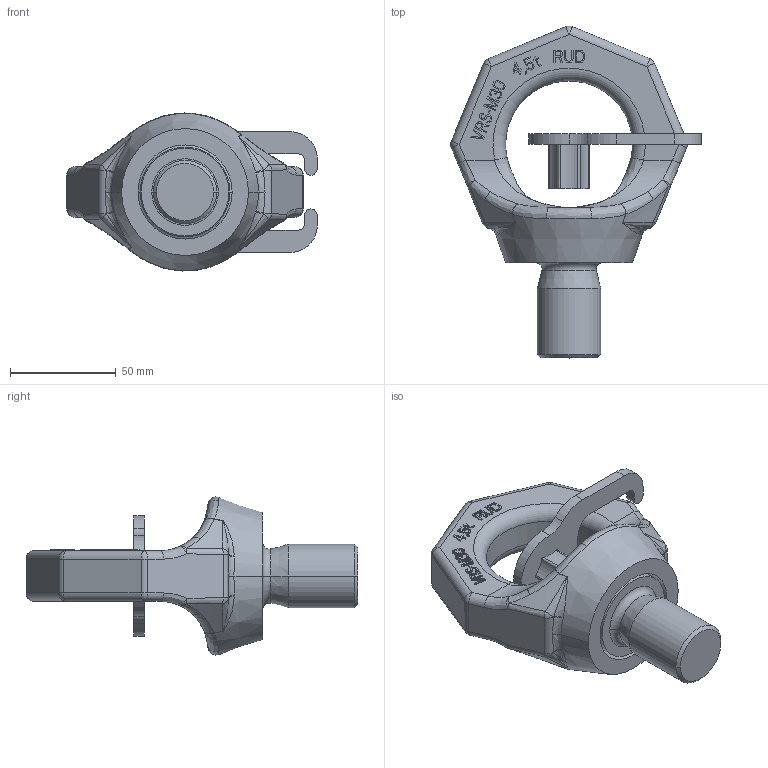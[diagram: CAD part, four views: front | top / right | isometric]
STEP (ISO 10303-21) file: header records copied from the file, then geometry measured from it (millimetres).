
FILE_DESCRIPTION((''),'2;1');
FILE_NAME('001-M09508-P-5_ASM','2013-06-07T',('Andreas.Wendler'),(''),'PRO/ENGINEER BY PARAMETRIC TECHNOLOGY CORPORATION, 2010140','PRO/ENGINEER BY PARAMETRIC TECHNOLOGY CORPORATION, 2010140','');
FILE_SCHEMA(('CONFIG_CONTROL_DESIGN'));
Length unit declared in the file: millimetre
Products named in the file (5): 001-M09508-P-1; 001-M09508-P-2; 001-M09508-P-3_ASM; 001-M09508-P-4; 001-M09508-P-5_ASM
Assembly tree (4 placements, depth 3):
  001-M09508-P-5_ASM
    001-M09508-P-3_ASM
      001-M09508-P-1
      001-M09508-P-2
    001-M09508-P-4
Bounding box: 118.44 x 156.94 x 74.73 mm (x, y, z)
Volume: 247695.9 mm3; surface area: 51864.9 mm2
Topology: 3 solids, 3 shells, 577 faces, 1538 edges, 986 vertices
Faces by surface type: plane 416, cylinder 63, bspline 56, sphere 18, cone 12, torus 12
Entity records: 21111 total; most frequent: CARTESIAN_POINT 6932, ORIENTED_EDGE 3076, DIRECTION 2678, EDGE_CURVE 1538, VECTOR 1222, LINE 1222, VERTEX_POINT 986, AXIS2_PLACEMENT_3D 728
